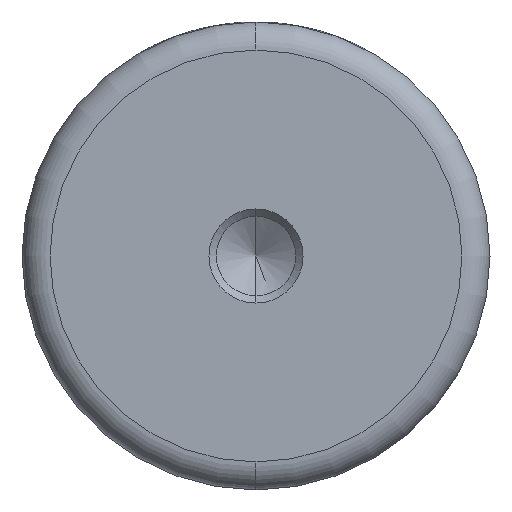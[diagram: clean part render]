
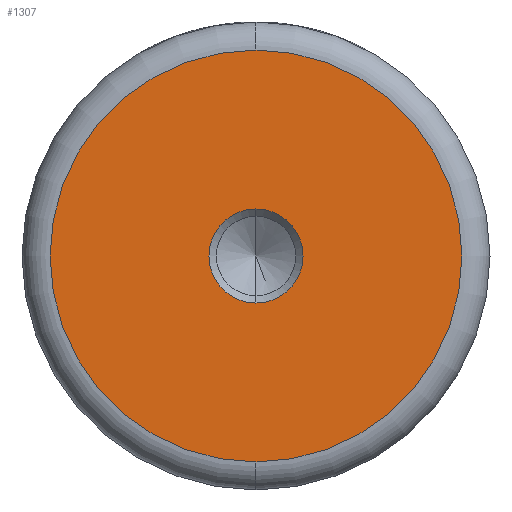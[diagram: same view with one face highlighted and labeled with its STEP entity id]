
A CAD part, left-side view. The second image highlights one B-rep face of the part: STEP entity #1307.
In plain terms, the highlighted planar face has unit normal (-1, 0, 0).
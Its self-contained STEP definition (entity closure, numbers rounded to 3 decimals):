
#24 = DIRECTION ( 'NONE',  ( -1., 0., 0. ) ) ;
#58 = CIRCLE ( 'NONE', #1163, 5.025 ) ;
#82 = EDGE_LOOP ( 'NONE', ( #831, #264 ) ) ;
#107 = CIRCLE ( 'NONE', #214, 22. ) ;
#157 = EDGE_CURVE ( 'NONE', #1366, #1395, #107, .T. ) ;
#201 = FACE_BOUND ( 'NONE', #82, .T. ) ;
#214 = AXIS2_PLACEMENT_3D ( 'NONE', #1322, #648, #1437 ) ;
#264 = ORIENTED_EDGE ( 'NONE', *, *, #1447, .F. ) ;
#301 = AXIS2_PLACEMENT_3D ( 'NONE', #726, #24, #837 ) ;
#340 = ORIENTED_EDGE ( 'NONE', *, *, #1246, .T. ) ;
#345 = DIRECTION ( 'NONE',  ( -1., 0., 0. ) ) ;
#379 = CARTESIAN_POINT ( 'NONE',  ( 0., 0., -22. ) ) ;
#477 = AXIS2_PLACEMENT_3D ( 'NONE', #1018, #345, #1137 ) ;
#554 = EDGE_LOOP ( 'NONE', ( #941, #340 ) ) ;
#581 = DIRECTION ( 'NONE',  ( -1., 0., 0. ) ) ;
#605 = CARTESIAN_POINT ( 'NONE',  ( 0., 0., 5.025 ) ) ;
#648 = DIRECTION ( 'NONE',  ( -1., 0., 0. ) ) ;
#700 = DIRECTION ( 'NONE',  ( -1., 0., 0. ) ) ;
#726 = CARTESIAN_POINT ( 'NONE',  ( 0., 0., 0. ) ) ;
#821 = CIRCLE ( 'NONE', #301, 5.025 ) ;
#831 = ORIENTED_EDGE ( 'NONE', *, *, #929, .F. ) ;
#837 = DIRECTION ( 'NONE',  ( 0., 0., 1. ) ) ;
#854 = AXIS2_PLACEMENT_3D ( 'NONE', #1026, #581, #1373 ) ;
#929 = EDGE_CURVE ( 'NONE', #987, #988, #58, .T. ) ;
#941 = ORIENTED_EDGE ( 'NONE', *, *, #157, .T. ) ;
#987 = VERTEX_POINT ( 'NONE', #605 ) ;
#988 = VERTEX_POINT ( 'NONE', #1169 ) ;
#1018 = CARTESIAN_POINT ( 'NONE',  ( 0., 0., 0. ) ) ;
#1026 = CARTESIAN_POINT ( 'NONE',  ( 0., 0., 0. ) ) ;
#1127 = FACE_OUTER_BOUND ( 'NONE', #554, .T. ) ;
#1137 = DIRECTION ( 'NONE',  ( 0., 0., 1. ) ) ;
#1163 = AXIS2_PLACEMENT_3D ( 'NONE', #1381, #700, #1500 ) ;
#1169 = CARTESIAN_POINT ( 'NONE',  ( 0., 0., -5.025 ) ) ;
#1196 = CIRCLE ( 'NONE', #477, 22. ) ;
#1246 = EDGE_CURVE ( 'NONE', #1395, #1366, #1196, .T. ) ;
#1257 = PLANE ( 'NONE',  #854 ) ;
#1307 = ADVANCED_FACE ( 'NONE', ( #201, #1127 ), #1257, .T. ) ;
#1322 = CARTESIAN_POINT ( 'NONE',  ( 0., 0., 0. ) ) ;
#1366 = VERTEX_POINT ( 'NONE', #1383 ) ;
#1373 = DIRECTION ( 'NONE',  ( 0., 0., 1. ) ) ;
#1381 = CARTESIAN_POINT ( 'NONE',  ( 0., 0., 0. ) ) ;
#1383 = CARTESIAN_POINT ( 'NONE',  ( 0., 0., 22. ) ) ;
#1395 = VERTEX_POINT ( 'NONE', #379 ) ;
#1437 = DIRECTION ( 'NONE',  ( 0., 0., 1. ) ) ;
#1447 = EDGE_CURVE ( 'NONE', #988, #987, #821, .T. ) ;
#1500 = DIRECTION ( 'NONE',  ( 0., 0., 1. ) ) ;
